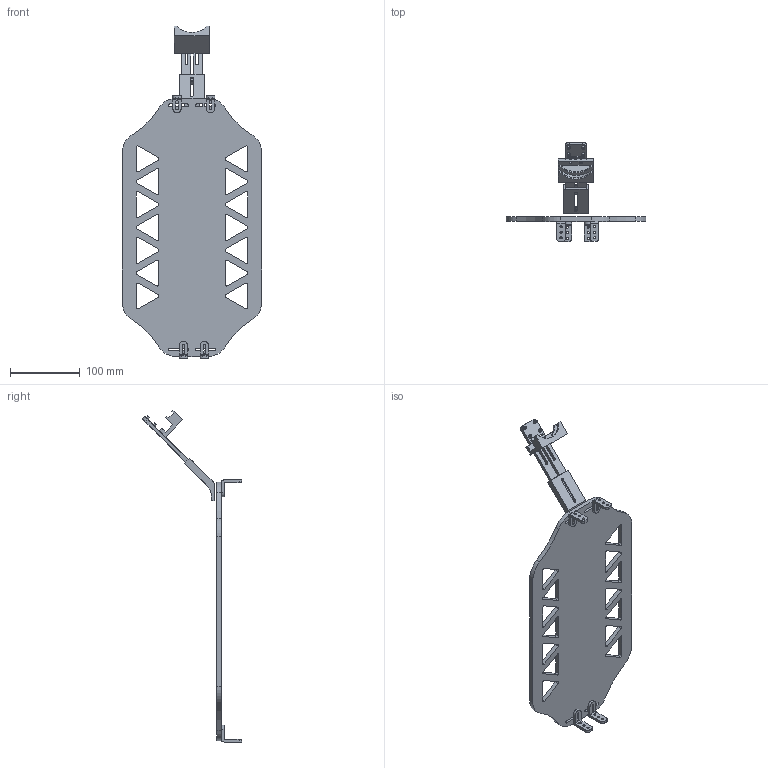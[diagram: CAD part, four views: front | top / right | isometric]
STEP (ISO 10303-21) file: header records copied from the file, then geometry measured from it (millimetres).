
FILE_DESCRIPTION(/* description */ (''),/* implementation_level */ '2;1');
FILE_NAME(/* name */ 'Plate Layout v7.step',/* time_stamp */ '2017-12-04T17:41:56-08:00',/* author */ ('sigma_4161'),/* organization */ (''),/* preprocessor_version */ 'ST-DEVELOPER v16.13',/* originating_system */ 'Autodesk Translation Framework v6.5.0.72',/* authorisation */ '');
FILE_SCHEMA (('AUTOMOTIVE_DESIGN { 1 0 10303 214 3 1 1 }'));
Length unit declared in the file: millimetre
Products named in the file (6): Plate Layout; Baseplate Bracket; Component1; Base; Camera Top; Lens Mount
Assembly tree (8 placements, depth 2):
  Plate Layout
    Baseplate Bracket  x4
    Component1
    Base
    Camera Top
    Lens Mount
Bounding box: 200 x 141.77 x 475.03 mm (x, y, z)
Volume: 391483.3 mm3; surface area: 159123.1 mm2
Topology: 8 solids, 8 shells, 293 faces, 816 edges, 544 vertices
Faces by surface type: plane 154, cylinder 139
Full cylindrical faces by diameter (mm): 2 x4, 3.1 x12, 3.6 x2, 4.318 x4
Entity records: 8038 total; most frequent: CARTESIAN_POINT 1385, DIRECTION 1377, ORIENTED_EDGE 1326, EDGE_CURVE 663, AXIS2_PLACEMENT_3D 470, VERTEX_POINT 442, LINE 437, VECTOR 437
